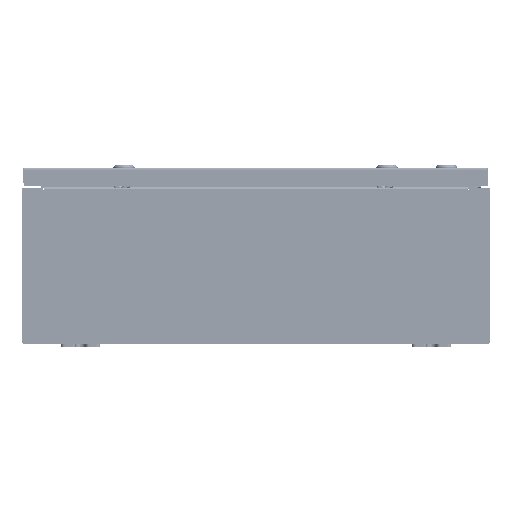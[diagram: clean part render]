
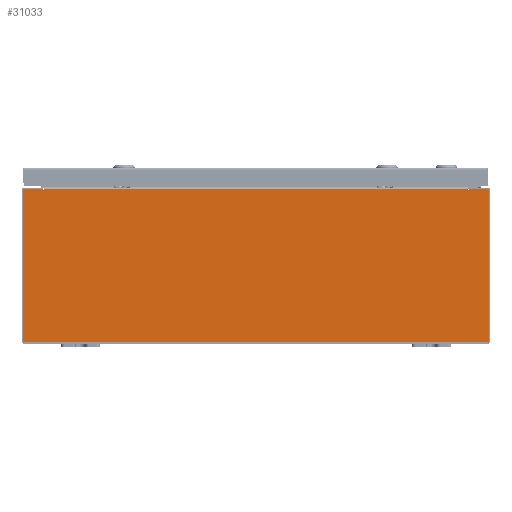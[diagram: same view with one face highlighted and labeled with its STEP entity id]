
A CAD part, front view. The second image highlights one B-rep face of the part: STEP entity #31033.
In plain terms, the highlighted face is planar.
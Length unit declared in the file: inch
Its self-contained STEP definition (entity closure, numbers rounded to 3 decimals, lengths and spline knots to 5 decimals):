
#55 = LINE ( 'NONE', #37628, #26465 ) ;
#361 = EDGE_CURVE ( 'NONE', #34827, #3017, #59447, .T. ) ;
#3017 = VERTEX_POINT ( 'NONE', #35545 ) ;
#3402 = AXIS2_PLACEMENT_3D ( 'NONE', #60141, #60773, #30915 ) ;
#5007 = CARTESIAN_POINT ( 'NONE',  ( 10.8872, 0., 0. ) ) ;
#5188 = DIRECTION ( 'NONE',  ( 1., 0., 0. ) ) ;
#5518 = CARTESIAN_POINT ( 'NONE',  ( -10.8872, 0., 3.9123 ) ) ;
#5603 = LINE ( 'NONE', #24996, #56959 ) ;
#5820 = ORIENTED_EDGE ( 'NONE', *, *, #17382, .T. ) ;
#5857 = ORIENTED_EDGE ( 'NONE', *, *, #8070, .F. ) ;
#6511 = VECTOR ( 'NONE', #50628, 39.37008 ) ;
#7383 = VERTEX_POINT ( 'NONE', #52360 ) ;
#8070 = EDGE_CURVE ( 'NONE', #55820, #19712, #13021, .T. ) ;
#8537 = VERTEX_POINT ( 'NONE', #23208 ) ;
#8572 = CARTESIAN_POINT ( 'NONE',  ( 10.90588, 0., 3.87495 ) ) ;
#9041 = ORIENTED_EDGE ( 'NONE', *, *, #361, .T. ) ;
#9864 = VERTEX_POINT ( 'NONE', #29409 ) ;
#9912 = VECTOR ( 'NONE', #20623, 39.37008 ) ;
#10408 = CARTESIAN_POINT ( 'NONE',  ( 10.92455, 0., 3.87495 ) ) ;
#10460 = CARTESIAN_POINT ( 'NONE',  ( 10.92455, 0., 0. ) ) ;
#12669 = ORIENTED_EDGE ( 'NONE', *, *, #34796, .T. ) ;
#13021 = LINE ( 'NONE', #10460, #9912 ) ;
#13285 = ORIENTED_EDGE ( 'NONE', *, *, #44892, .T. ) ;
#13548 = DIRECTION ( 'NONE',  ( 0., 0., -1. ) ) ;
#14672 = LINE ( 'NONE', #51493, #41083 ) ;
#15246 = DIRECTION ( 'NONE',  ( 0., 0., -1. ) ) ;
#15663 = ORIENTED_EDGE ( 'NONE', *, *, #47223, .F. ) ;
#16503 = CARTESIAN_POINT ( 'NONE',  ( -11.9253, 0., 3.9253 ) ) ;
#17382 = EDGE_CURVE ( 'NONE', #47278, #9864, #32133, .T. ) ;
#19045 = ORIENTED_EDGE ( 'NONE', *, *, #33947, .F. ) ;
#19712 = VERTEX_POINT ( 'NONE', #10408 ) ;
#19958 = CARTESIAN_POINT ( 'NONE',  ( -10.8872, 0., 3.9123 ) ) ;
#19992 = DIRECTION ( 'NONE',  ( 0., 0., 1. ) ) ;
#20298 = DIRECTION ( 'NONE',  ( 0., 1., 0. ) ) ;
#20623 = DIRECTION ( 'NONE',  ( 0., 0., -1. ) ) ;
#21688 = DIRECTION ( 'NONE',  ( 0., 0., 1. ) ) ;
#23208 = CARTESIAN_POINT ( 'NONE',  ( 10.8872, 0., 3.87495 ) ) ;
#23942 = VERTEX_POINT ( 'NONE', #35445 ) ;
#24985 = EDGE_CURVE ( 'NONE', #39709, #34827, #14672, .T. ) ;
#24996 = CARTESIAN_POINT ( 'NONE',  ( -11.9253, 0., -3.9253 ) ) ;
#24998 = LINE ( 'NONE', #59862, #48338 ) ;
#25455 = VECTOR ( 'NONE', #61369, 39.37008 ) ;
#25884 = AXIS2_PLACEMENT_3D ( 'NONE', #50096, #20298, #55109 ) ;
#26377 = ORIENTED_EDGE ( 'NONE', *, *, #62211, .T. ) ;
#26465 = VECTOR ( 'NONE', #42659, 39.37008 ) ;
#26906 = CIRCLE ( 'NONE', #38929, 0.01867 ) ;
#28893 = ORIENTED_EDGE ( 'NONE', *, *, #51640, .F. ) ;
#29250 = VERTEX_POINT ( 'NONE', #33027 ) ;
#29409 = CARTESIAN_POINT ( 'NONE',  ( 10.8872, 0., 3.9123 ) ) ;
#30569 = FACE_OUTER_BOUND ( 'NONE', #34265, .T. ) ;
#30915 = DIRECTION ( 'NONE',  ( 0., 0., -1. ) ) ;
#31033 = ADVANCED_FACE ( 'NONE', ( #30569 ), #55752, .F. ) ;
#32018 = VECTOR ( 'NONE', #19992, 39.37008 ) ;
#32133 = LINE ( 'NONE', #19958, #42267 ) ;
#33027 = CARTESIAN_POINT ( 'NONE',  ( -10.8872, 0., 3.87495 ) ) ;
#33739 = ORIENTED_EDGE ( 'NONE', *, *, #44879, .F. ) ;
#33947 = EDGE_CURVE ( 'NONE', #47278, #29250, #24998, .T. ) ;
#34265 = EDGE_LOOP ( 'NONE', ( #49781, #15663, #19045, #5820, #33739, #28893, #5857, #26377, #12669, #13285, #50982, #9041 ) ) ;
#34418 = DIRECTION ( 'NONE',  ( 0., 0., 1. ) ) ;
#34796 = EDGE_CURVE ( 'NONE', #7383, #23942, #55, .T. ) ;
#34827 = VERTEX_POINT ( 'NONE', #52653 ) ;
#35143 = LINE ( 'NONE', #5007, #32018 ) ;
#35445 = CARTESIAN_POINT ( 'NONE',  ( 11.9253, 0., -3.9253 ) ) ;
#35545 = CARTESIAN_POINT ( 'NONE',  ( -10.92455, 0., 3.9253 ) ) ;
#35759 = CIRCLE ( 'NONE', #25884, 0.01867 ) ;
#36130 = CARTESIAN_POINT ( 'NONE',  ( -11.9253, 0., -3.9253 ) ) ;
#36140 = CARTESIAN_POINT ( 'NONE',  ( 10.92455, 0., 3.9253 ) ) ;
#37342 = VECTOR ( 'NONE', #34418, 39.37008 ) ;
#37628 = CARTESIAN_POINT ( 'NONE',  ( 11.9253, 0., 3.9253 ) ) ;
#38656 = LINE ( 'NONE', #16503, #25455 ) ;
#38929 = AXIS2_PLACEMENT_3D ( 'NONE', #8572, #43326, #13548 ) ;
#39429 = CARTESIAN_POINT ( 'NONE',  ( -10.92455, 0., 0. ) ) ;
#39709 = VERTEX_POINT ( 'NONE', #36130 ) ;
#41083 = VECTOR ( 'NONE', #21688, 39.37008 ) ;
#42267 = VECTOR ( 'NONE', #5188, 39.37008 ) ;
#42659 = DIRECTION ( 'NONE',  ( 0., 0., -1. ) ) ;
#43326 = DIRECTION ( 'NONE',  ( 0., 1., 0. ) ) ;
#44879 = EDGE_CURVE ( 'NONE', #8537, #9864, #35143, .T. ) ;
#44892 = EDGE_CURVE ( 'NONE', #23942, #39709, #5603, .T. ) ;
#47113 = EDGE_CURVE ( 'NONE', #61697, #3017, #63861, .T. ) ;
#47223 = EDGE_CURVE ( 'NONE', #29250, #61697, #35759, .T. ) ;
#47278 = VERTEX_POINT ( 'NONE', #5518 ) ;
#48338 = VECTOR ( 'NONE', #15246, 39.37008 ) ;
#49781 = ORIENTED_EDGE ( 'NONE', *, *, #47113, .F. ) ;
#49800 = DIRECTION ( 'NONE',  ( -1., 0., 0. ) ) ;
#50096 = CARTESIAN_POINT ( 'NONE',  ( -10.90588, 0., 3.87495 ) ) ;
#50628 = DIRECTION ( 'NONE',  ( 1., 0., 0. ) ) ;
#50982 = ORIENTED_EDGE ( 'NONE', *, *, #24985, .T. ) ;
#51493 = CARTESIAN_POINT ( 'NONE',  ( -11.9253, 0., 3.9253 ) ) ;
#51640 = EDGE_CURVE ( 'NONE', #19712, #8537, #26906, .T. ) ;
#52360 = CARTESIAN_POINT ( 'NONE',  ( 11.9253, 0., 3.9253 ) ) ;
#52653 = CARTESIAN_POINT ( 'NONE',  ( -11.9253, 0., 3.9253 ) ) ;
#55109 = DIRECTION ( 'NONE',  ( 0., 0., -1. ) ) ;
#55752 = PLANE ( 'NONE',  #3402 ) ;
#55820 = VERTEX_POINT ( 'NONE', #36140 ) ;
#56959 = VECTOR ( 'NONE', #49800, 39.37008 ) ;
#59068 = CARTESIAN_POINT ( 'NONE',  ( -10.92455, 0., 3.87495 ) ) ;
#59447 = LINE ( 'NONE', #60438, #6511 ) ;
#59862 = CARTESIAN_POINT ( 'NONE',  ( -10.8872, 0., 0. ) ) ;
#60141 = CARTESIAN_POINT ( 'NONE',  ( 0., 0., 0. ) ) ;
#60438 = CARTESIAN_POINT ( 'NONE',  ( -11.9253, 0., 3.9253 ) ) ;
#60773 = DIRECTION ( 'NONE',  ( 0., -1., 0. ) ) ;
#61369 = DIRECTION ( 'NONE',  ( 1., 0., 0. ) ) ;
#61697 = VERTEX_POINT ( 'NONE', #59068 ) ;
#62211 = EDGE_CURVE ( 'NONE', #55820, #7383, #38656, .T. ) ;
#63861 = LINE ( 'NONE', #39429, #37342 ) ;
